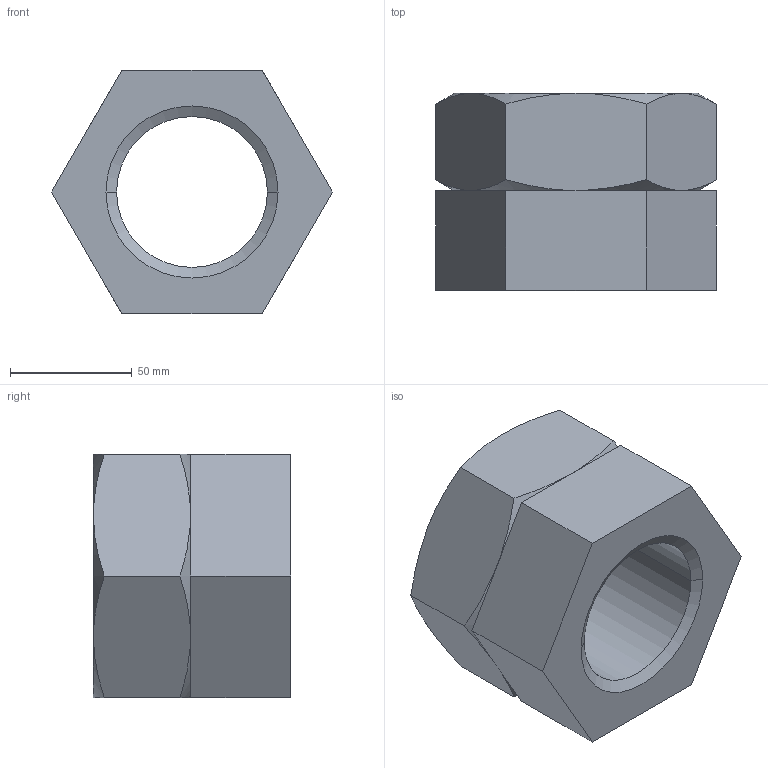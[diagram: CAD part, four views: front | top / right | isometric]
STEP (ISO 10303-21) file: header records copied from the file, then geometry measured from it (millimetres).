
FILE_DESCRIPTION((''),'2;1');
FILE_NAME('0RBSC068_____0','2019-10-29T14:07:19',('kim.bk'),(''),'CREO PARAMETRIC BY PTC INC, 2019010','CREO PARAMETRIC BY PTC INC, 2019010','');
FILE_SCHEMA(('CONFIG_CONTROL_DESIGN'));
Length unit declared in the file: millimetre
Products named in the file (1): 0RBSC068_____0
Bounding box: 115.47 x 81.1 x 100 mm (x, y, z)
Volume: 452443.5 mm3; surface area: 74304.4 mm2
Topology: 2 solids, 2 shells, 376 faces, 1046 edges, 694 vertices
Faces by surface type: plane 352, cone 20, cylinder 4
Entity records: 11930 total; most frequent: CARTESIAN_POINT 2248, ORIENTED_EDGE 2092, DIRECTION 1806, EDGE_CURVE 1046, VECTOR 990, LINE 990, VERTEX_POINT 694, AXIS2_PLACEMENT_3D 408
